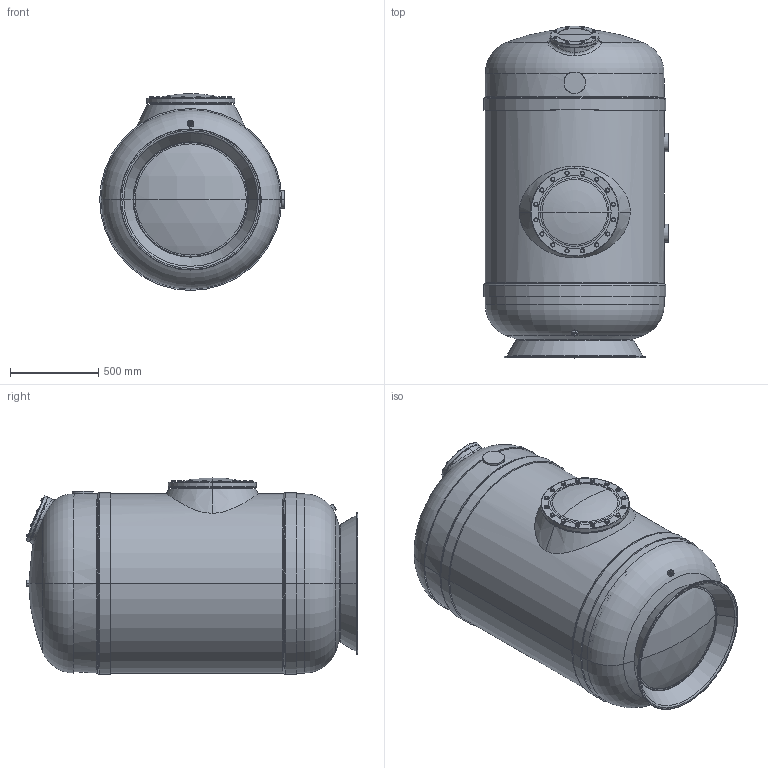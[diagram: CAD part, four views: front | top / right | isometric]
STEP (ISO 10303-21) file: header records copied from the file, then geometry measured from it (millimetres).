
FILE_DESCRIPTION (( 'STEP AP214' ), '1' );
FILE_NAME ('coral100c_nozzle_plate.STEP', '2020-07-07T12:57:58', ( '' ), ( '' ), 'SwSTEP 2.0', 'SolidWorks 2019', '' );
FILE_SCHEMA (( 'AUTOMOTIVE_DESIGN' ));
Length unit declared in the file: millimetre
Products named in the file (20): cover_block_dn200.asm; socket_ma3_25.prt; coral100c_nozzle_plate; cover_block_dn400.prt; gasket_block_dn400.prt; socket_ma3_90.prt; gasket_block_dn200.prt; cover_block_dn200.prt; support_100c.prt; gasket_sight_glass.prt; hex_screw_m8_40.prt; sight_glass_3col.prt; washer_fi12.prt; dished_bottom_100c.prt; hex_screw_m12_50.prt; cover_block_dn400.asm; cylinder_100c.prt; dished_top_100c.prt; sight_glass_3col.asm; washer_fi8.prt
Assembly tree (65 placements, depth 3):
  coral100c_nozzle_plate
    support_100c.prt
    dished_bottom_100c.prt
    cylinder_100c.prt
    socket_ma3_25.prt  x2
    socket_ma3_90.prt  x2
    cover_block_dn400.asm
      cover_block_dn400.prt
      gasket_block_dn400.prt
      washer_fi12.prt  x16
      hex_screw_m12_50.prt  x16
    dished_top_100c.prt
    sight_glass_3col.asm
      sight_glass_3col.prt
      gasket_sight_glass.prt
    cover_block_dn200.asm
      cover_block_dn200.prt
      gasket_block_dn200.prt
      washer_fi8.prt  x8
      hex_screw_m8_40.prt  x8
Bounding box: 1045.66 x 1879.84 x 1115.78 mm (x, y, z)
Volume: 10153460 mm3; surface area: 15320103.5 mm2
Topology: 59 solids, 88 shells, 1067 faces, 2367 edges, 1456 vertices
Faces by surface type: cylinder 382, plane 332, cone 265, torus 70, sphere 12, bspline 6
Entity records: 23301 total; most frequent: CARTESIAN_POINT 10226, DIRECTION 2483, ORIENTED_EDGE 2150, EDGE_CURVE 1123, AXIS2_PLACEMENT_3D 1095, VERTEX_POINT 720, EDGE_LOOP 631, CIRCLE 536
